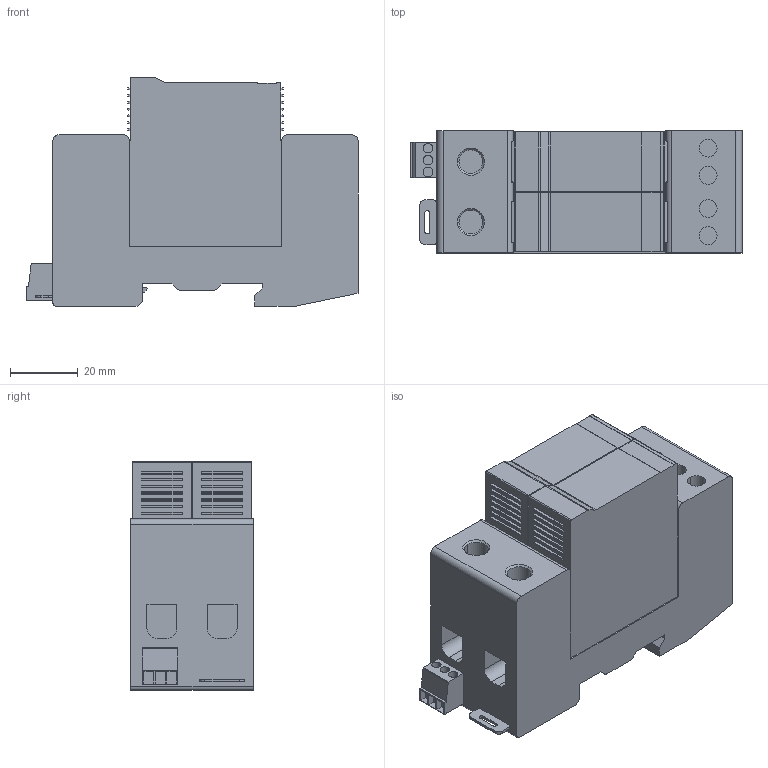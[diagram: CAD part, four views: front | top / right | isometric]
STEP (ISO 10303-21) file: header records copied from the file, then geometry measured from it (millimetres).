
FILE_DESCRIPTION(('Creo Elements/Direct Modeling STEP Export'),'2;1');
FILE_NAME('DS440S-230-G.stp','2015-01-13T11:26:51',(''),(''),'PTC Creo Elements/Direct Modeling STEP processor for AP214 (Solid Model)','PTC Creo Elements/Direct Modeling 19.0A 04-Oct-2014 (C) Parametric Technology GmbH','');
FILE_SCHEMA(('AUTOMOTIVE_DESIGN { 1 0 10303 214 1 1 1 1 }'));
Length unit declared in the file: millimetre
Products named in the file (1): DS440S
Bounding box: 97.95 x 36 x 67.4 mm (x, y, z)
Volume: 172309.5 mm3; surface area: 28238.9 mm2
Topology: 1 solids, 1 shells, 312 faces, 775 edges, 515 vertices
Faces by surface type: plane 259, cylinder 49, cone 4
Entity records: 8853 total; most frequent: ORIENTED_EDGE 1550, CARTESIAN_POINT 1532, DIRECTION 1382, EDGE_CURVE 775, VECTOR 652, LINE 652, VERTEX_POINT 515, AXIS2_PLACEMENT_3D 365
